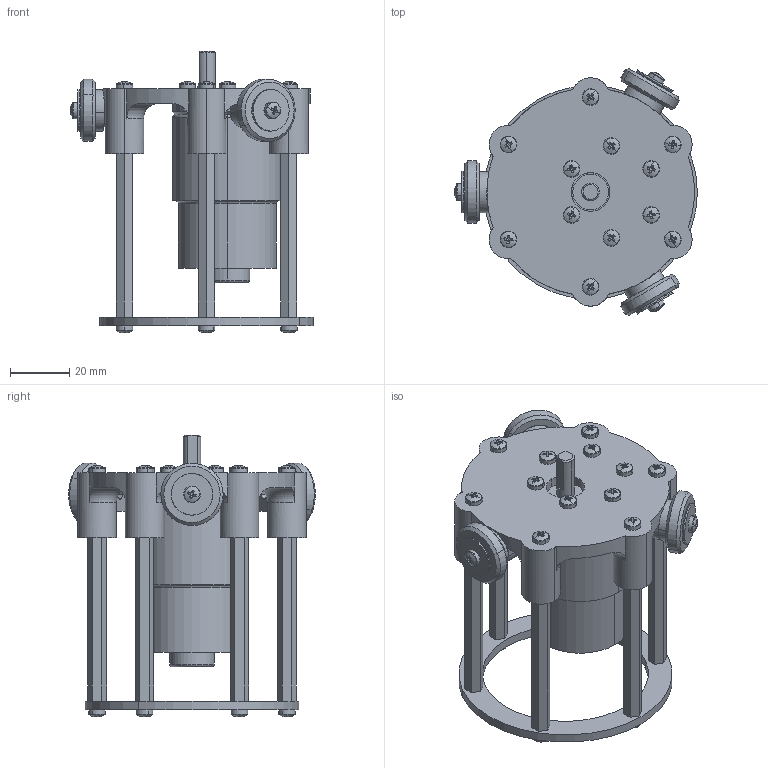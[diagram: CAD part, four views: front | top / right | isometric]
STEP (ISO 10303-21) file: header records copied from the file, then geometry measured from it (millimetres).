
FILE_DESCRIPTION (( 'STEP AP203' ), '1' );
FILE_NAME ('Base2.STEP', '2019-05-13T16:15:24', ( '' ), ( '' ), 'SwSTEP 2.0', 'SolidWorks 2017', '' );
FILE_SCHEMA (( 'CONFIG_CONTROL_DESIGN' ));
Length unit declared in the file: millimetre
Products named in the file (11): gasket; äâèãàòåëü1; base; 嚦鍣罻; pan head cross recess screw_iso_ISO 7045 - M3 x 12 - Z - 12N; ïîäøèïíèê; Base2; ÊðåïëåíèåÏîäøèïíèêà; bottomRing; ч蜱齁罻; pan head cross recess screw_iso_ISO 7045 - M3 x 16 - Z - 16N
Assembly tree (40 placements, depth 2):
  Base2
    base
    嚦鍣罻  x6
    pan head cross recess screw_iso_ISO 7045 - M3 x 16 - Z - 16N  x18
    bottomRing
    gasket
    äâèãàòåëü1
    ÊðåïëåíèåÏîäøèïíèêà  x3
    ïîäøèïíèê  x3
    ч蜱齁罻  x3
    pan head cross recess screw_iso_ISO 7045 - M3 x 12 - Z - 12N  x3
Bounding box: 81.87 x 83.14 x 95.05 mm (x, y, z)
Volume: 111042.8 mm3; surface area: 50273.8 mm2
Topology: 40 solids, 40 shells, 1330 faces, 3166 edges, 1924 vertices
Faces by surface type: plane 624, cylinder 293, cone 260, torus 111, sphere 42
Entity records: 14354 total; most frequent: CARTESIAN_POINT 2988, DIRECTION 2119, ORIENTED_EDGE 1860, EDGE_CURVE 930, AXIS2_PLACEMENT_3D 861, VERTEX_POINT 596, EDGE_LOOP 462, CIRCLE 443
